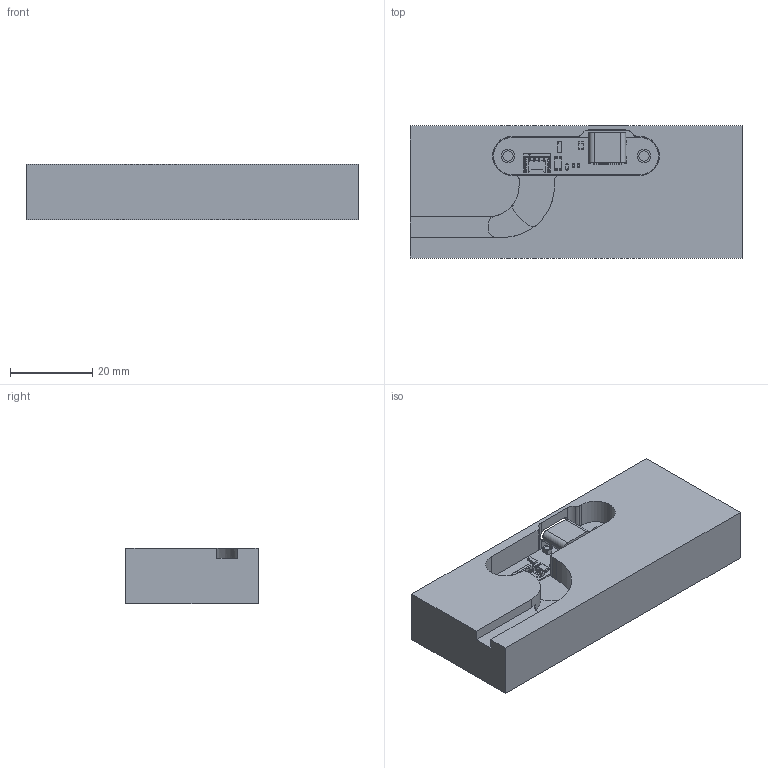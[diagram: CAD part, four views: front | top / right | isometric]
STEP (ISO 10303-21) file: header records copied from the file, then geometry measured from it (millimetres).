
FILE_DESCRIPTION(/* description */ (''),/* implementation_level */ '2;1');
FILE_NAME(/* name */ 'uDB-S1-implementation-example.step',/* time_stamp */ '2023-01-16T05:39:20+09:00',/* author */ (''),/* organization */ (''),/* preprocessor_version */ 'ST-DEVELOPER v19.2',/* originating_system */ 'Autodesk Translation Framework v11.17.0.187',/* authorisation */ '');
FILE_SCHEMA (('AUTOMOTIVE_DESIGN { 1 0 10303 214 3 1 1 }'));
Length unit declared in the file: millimetre
Products named in the file (18): uDB-S1-implementation-example; uDB S1; udb-s PCB; L_0805_2012Metric; SOLID (3); Fuse_1206_3216Metric; SOLID (1); 781710004; SOLID (6); USON-10_2.5x1.0mm_P0.5mm; SOLID (4); HRO  TYPE-C-31-M-12; SOLID (5); D_SOD-523; SOLID (2); R_0402_1005Metric; SOLID; Example Shell
Assembly tree (18 placements, depth 4):
  uDB-S1-implementation-example
    uDB S1
      udb-s PCB
      L_0805_2012Metric
        SOLID (3)
      Fuse_1206_3216Metric
        SOLID (1)
      781710004
        SOLID (6)
      R_0402_1005Metric  x2
        SOLID
      USON-10_2.5x1.0mm_P0.5mm
        SOLID (4)
      HRO  TYPE-C-31-M-12
        SOLID (5)
      D_SOD-523
        SOLID (2)
    Example Shell
Bounding box: 80.5 x 32.05 x 13.5 mm (x, y, z)
Volume: 31348.9 mm3; surface area: 10676.9 mm2
Topology: 10 solids, 10 shells, 657 faces, 1813 edges, 1188 vertices
Faces by surface type: plane 524, cylinder 123, cone 10
Full cylindrical faces by diameter (mm): 0.2 x1, 0.4 x8, 0.5 x2, 0.65 x2, 2.5 x2, 3.2 x2
Entity records: 20668 total; most frequent: CARTESIAN_POINT 3568, ORIENTED_EDGE 3490, DIRECTION 3333, EDGE_CURVE 1745, LINE 1483, VECTOR 1483, VERTEX_POINT 1144, AXIS2_PLACEMENT_3D 925
